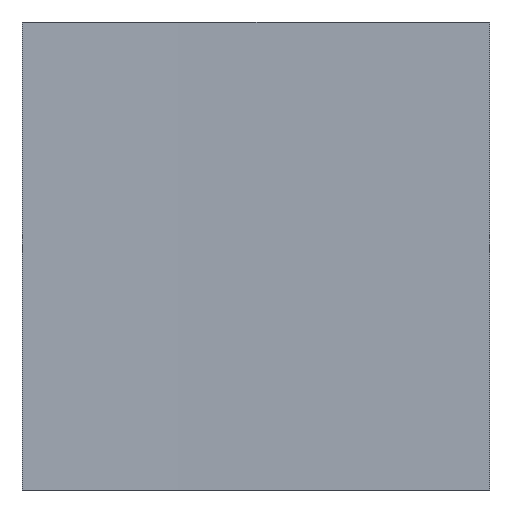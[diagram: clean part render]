
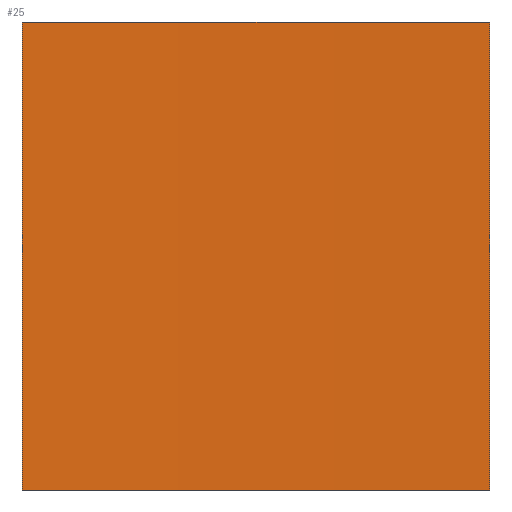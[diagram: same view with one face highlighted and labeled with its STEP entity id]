
A CAD part, left-side view. The second image highlights one B-rep face of the part: STEP entity #25.
In plain terms, the highlighted cylindrical face has radius 258.5 mm (diameter 517 mm), a partial arc.
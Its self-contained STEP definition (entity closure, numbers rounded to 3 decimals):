
#9 = ORIENTED_EDGE ( 'NONE', *, *, #74, .F. ) ;
#12 = DIRECTION ( 'NONE',  ( 0., 0., -1. ) ) ;
#24 = ORIENTED_EDGE ( 'NONE', *, *, #109, .F. ) ;
#25 = ADVANCED_FACE ( 'NONE', ( #60 ), #229, .F. ) ;
#26 = VERTEX_POINT ( 'NONE', #214 ) ;
#30 = ORIENTED_EDGE ( 'NONE', *, *, #138, .T. ) ;
#33 = CARTESIAN_POINT ( 'NONE',  ( 124.59, 93.862, 10. ) ) ;
#41 = AXIS2_PLACEMENT_3D ( 'NONE', #70, #153, #87 ) ;
#45 = DIRECTION ( 'NONE',  ( 0., 0., -1. ) ) ;
#59 = CIRCLE ( 'NONE', #154, 258.5 ) ;
#60 = FACE_OUTER_BOUND ( 'NONE', #102, .T. ) ;
#63 = VERTEX_POINT ( 'NONE', #89 ) ;
#67 = LINE ( 'NONE', #217, #134 ) ;
#70 = CARTESIAN_POINT ( 'NONE',  ( -133.861, 88.862, 10. ) ) ;
#74 = EDGE_CURVE ( 'NONE', #63, #200, #205, .T. ) ;
#80 = CARTESIAN_POINT ( 'NONE',  ( 124.59, 83.862, 10. ) ) ;
#87 = DIRECTION ( 'NONE',  ( 1., 0., 0. ) ) ;
#89 = CARTESIAN_POINT ( 'NONE',  ( 124.59, 93.862, 10. ) ) ;
#97 = VERTEX_POINT ( 'NONE', #234 ) ;
#100 = DIRECTION ( 'NONE',  ( 0., 0., -1. ) ) ;
#102 = EDGE_LOOP ( 'NONE', ( #209, #24, #9, #30 ) ) ;
#109 = EDGE_CURVE ( 'NONE', #200, #97, #67, .T. ) ;
#111 = VECTOR ( 'NONE', #100, 1000. ) ;
#134 = VECTOR ( 'NONE', #12, 1000. ) ;
#138 = EDGE_CURVE ( 'NONE', #63, #26, #191, .T. ) ;
#144 = CARTESIAN_POINT ( 'NONE',  ( -133.861, 88.862, 10. ) ) ;
#153 = DIRECTION ( 'NONE',  ( 0., 0., -1. ) ) ;
#154 = AXIS2_PLACEMENT_3D ( 'NONE', #228, #222, #162 ) ;
#162 = DIRECTION ( 'NONE',  ( 1., 0., 0. ) ) ;
#181 = EDGE_CURVE ( 'NONE', #26, #97, #59, .T. ) ;
#186 = DIRECTION ( 'NONE',  ( -1., 0., 0. ) ) ;
#191 = LINE ( 'NONE', #33, #111 ) ;
#193 = AXIS2_PLACEMENT_3D ( 'NONE', #144, #45, #186 ) ;
#200 = VERTEX_POINT ( 'NONE', #80 ) ;
#205 = CIRCLE ( 'NONE', #41, 258.5 ) ;
#209 = ORIENTED_EDGE ( 'NONE', *, *, #181, .T. ) ;
#214 = CARTESIAN_POINT ( 'NONE',  ( 124.59, 93.862, 0. ) ) ;
#217 = CARTESIAN_POINT ( 'NONE',  ( 124.59, 83.862, 10. ) ) ;
#222 = DIRECTION ( 'NONE',  ( 0., 0., -1. ) ) ;
#228 = CARTESIAN_POINT ( 'NONE',  ( -133.861, 88.862, 0. ) ) ;
#229 = CYLINDRICAL_SURFACE ( 'NONE', #193, 258.5 ) ;
#234 = CARTESIAN_POINT ( 'NONE',  ( 124.59, 83.862, 0. ) ) ;
